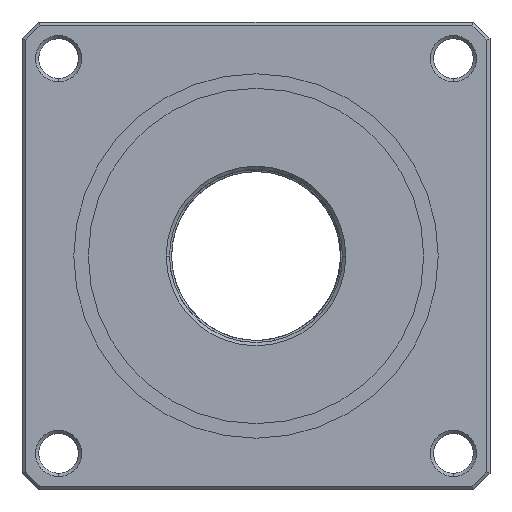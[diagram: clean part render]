
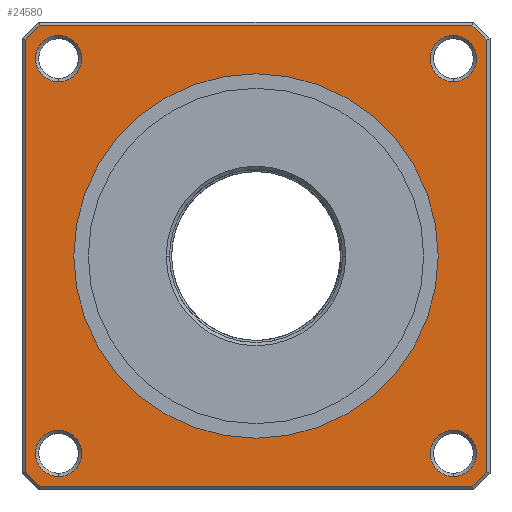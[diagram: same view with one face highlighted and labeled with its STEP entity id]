
A CAD part, front view. The second image highlights one B-rep face of the part: STEP entity #24580.
In plain terms, the highlighted planar face has unit normal (0, -1, 0).
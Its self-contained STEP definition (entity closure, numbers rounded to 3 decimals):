
#3128=CARTESIAN_POINT('',(5.829,-71.471,31.517));
#3129=DIRECTION('',(0.,1.,0.));
#3130=DIRECTION('',(0.,0.,1.));
#3131=AXIS2_PLACEMENT_3D('',#3128,#3129,#3130);
#3133=CARTESIAN_POINT('',(5.829,-71.471,31.517));
#3134=DIRECTION('',(0.,1.,0.));
#3135=DIRECTION('',(0.,0.,-1.));
#3136=AXIS2_PLACEMENT_3D('',#3133,#3134,#3135);
#3138=DIRECTION('',(-1.,0.,0.));
#3139=VECTOR('',#3138,65.626);
#3140=CARTESIAN_POINT('',(38.642,-71.471,66.577));
#3141=LINE('',#3140,#3139);
#3142=DIRECTION('',(-0.707,0.,0.707));
#3143=VECTOR('',#3142,3.178);
#3144=CARTESIAN_POINT('',(40.889,-71.471,64.33));
#3145=LINE('',#3144,#3143);
#3146=DIRECTION('',(0.,0.,1.));
#3147=VECTOR('',#3146,65.626);
#3148=CARTESIAN_POINT('',(40.889,-71.471,
-1.295));
#3149=LINE('',#3148,#3147);
#3150=DIRECTION('',(0.707,0.,0.707));
#3151=VECTOR('',#3150,3.178);
#3152=CARTESIAN_POINT('',(38.642,-71.471,
-3.543));
#3153=LINE('',#3152,#3151);
#3154=DIRECTION('',(1.,0.,0.));
#3155=VECTOR('',#3154,65.626);
#3156=CARTESIAN_POINT('',(-26.984,-71.471,
-3.543));
#3157=LINE('',#3156,#3155);
#3158=DIRECTION('',(0.707,0.,-0.707));
#3159=VECTOR('',#3158,3.178);
#3160=CARTESIAN_POINT('',(-29.231,-71.471,
-1.295));
#3161=LINE('',#3160,#3159);
#3162=DIRECTION('',(0.,0.,-1.));
#3163=VECTOR('',#3162,65.626);
#3164=CARTESIAN_POINT('',(-29.231,-71.471,
64.33));
#3165=LINE('',#3164,#3163);
#3166=DIRECTION('',(-0.707,0.,-0.707));
#3167=VECTOR('',#3166,3.178);
#3168=CARTESIAN_POINT('',(-26.984,-71.471,
66.577));
#3169=LINE('',#3168,#3167);
#3170=CARTESIAN_POINT('',(35.826,-71.471,1.52));
#3171=DIRECTION('',(0.,1.,0.));
#3172=DIRECTION('',(0.,0.,-1.));
#3173=AXIS2_PLACEMENT_3D('',#3170,#3171,#3172);
#3175=CARTESIAN_POINT('',(35.826,-71.471,1.52));
#3176=DIRECTION('',(0.,1.,0.));
#3177=DIRECTION('',(0.,0.,1.));
#3178=AXIS2_PLACEMENT_3D('',#3175,#3176,#3177);
#3180=CARTESIAN_POINT('',(35.826,-71.471,61.515));
#3181=DIRECTION('',(0.,1.,0.));
#3182=DIRECTION('',(0.,0.,-1.));
#3183=AXIS2_PLACEMENT_3D('',#3180,#3181,#3182);
#3185=CARTESIAN_POINT('',(35.826,-71.471,61.515));
#3186=DIRECTION('',(0.,1.,0.));
#3187=DIRECTION('',(0.,0.,1.));
#3188=AXIS2_PLACEMENT_3D('',#3185,#3186,#3187);
#3190=CARTESIAN_POINT('',(-24.169,-71.471,
1.52));
#3191=DIRECTION('',(0.,1.,0.));
#3192=DIRECTION('',(0.,0.,-1.));
#3193=AXIS2_PLACEMENT_3D('',#3190,#3191,#3192);
#3195=CARTESIAN_POINT('',(-24.169,-71.471,
1.52));
#3196=DIRECTION('',(0.,1.,0.));
#3197=DIRECTION('',(0.,0.,1.));
#3198=AXIS2_PLACEMENT_3D('',#3195,#3196,#3197);
#3200=CARTESIAN_POINT('',(-24.169,-71.471,
61.515));
#3201=DIRECTION('',(0.,1.,0.));
#3202=DIRECTION('',(0.,0.,1.));
#3203=AXIS2_PLACEMENT_3D('',#3200,#3201,#3202);
#3205=CARTESIAN_POINT('',(-24.169,-71.471,
61.515));
#3206=DIRECTION('',(0.,1.,0.));
#3207=DIRECTION('',(0.,0.,-1.));
#3208=AXIS2_PLACEMENT_3D('',#3205,#3206,#3207);
#20272=CARTESIAN_POINT('',(5.829,-71.471,
59.203));
#20273=CARTESIAN_POINT('',(5.829,-71.471,
3.831));
#20274=VERTEX_POINT('',#20272);
#20275=VERTEX_POINT('',#20273);
#21312=CARTESIAN_POINT('',(38.642,-71.471,
66.577));
#21313=CARTESIAN_POINT('',(-26.984,-71.471,
66.577));
#21314=VERTEX_POINT('',#21312);
#21315=VERTEX_POINT('',#21313);
#21316=CARTESIAN_POINT('',(-29.231,-71.471,
64.33));
#21317=VERTEX_POINT('',#21316);
#21320=CARTESIAN_POINT('',(-29.231,-71.471,
-1.295));
#21321=VERTEX_POINT('',#21320);
#21324=CARTESIAN_POINT('',(-26.984,-71.471,
-3.543));
#21325=VERTEX_POINT('',#21324);
#21328=CARTESIAN_POINT('',(38.642,-71.471,
-3.543));
#21329=VERTEX_POINT('',#21328);
#21332=CARTESIAN_POINT('',(40.889,-71.471,
-1.295));
#21333=VERTEX_POINT('',#21332);
#21336=CARTESIAN_POINT('',(40.889,-71.471,
64.33));
#21337=VERTEX_POINT('',#21336);
#21340=CARTESIAN_POINT('',(35.826,-71.471,
-1.99));
#21341=CARTESIAN_POINT('',(35.826,-71.471,
5.03));
#21342=VERTEX_POINT('',#21340);
#21343=VERTEX_POINT('',#21341);
#21348=CARTESIAN_POINT('',(35.826,-71.471,
58.005));
#21349=CARTESIAN_POINT('',(35.826,-71.471,
65.025));
#21350=VERTEX_POINT('',#21348);
#21351=VERTEX_POINT('',#21349);
#21356=CARTESIAN_POINT('',(-24.169,-71.471,
-1.99));
#21357=CARTESIAN_POINT('',(-24.169,-71.471,
5.03));
#21358=VERTEX_POINT('',#21356);
#21359=VERTEX_POINT('',#21357);
#21364=CARTESIAN_POINT('',(-24.169,-71.471,
65.025));
#21365=CARTESIAN_POINT('',(-24.169,-71.471,
58.005));
#21366=VERTEX_POINT('',#21364);
#21367=VERTEX_POINT('',#21365);
#24528=CARTESIAN_POINT('',(5.829,-71.471,
31.517));
#24529=DIRECTION('',(0.,1.,0.));
#24530=DIRECTION('',(0.,0.,1.));
#24531=AXIS2_PLACEMENT_3D('',#24528,#24529,#24530);
#24532=PLANE('',#24531);
#24534=ORIENTED_EDGE('',*,*,#24533,.F.);
#24536=ORIENTED_EDGE('',*,*,#24535,.F.);
#24538=ORIENTED_EDGE('',*,*,#24537,.F.);
#24540=ORIENTED_EDGE('',*,*,#24539,.F.);
#24542=ORIENTED_EDGE('',*,*,#24541,.F.);
#24544=ORIENTED_EDGE('',*,*,#24543,.F.);
#24546=ORIENTED_EDGE('',*,*,#24545,.F.);
#24548=ORIENTED_EDGE('',*,*,#24547,.F.);
#24549=EDGE_LOOP('',(#24534,#24536,#24538,#24540,#24542,#24544,#24546,#24548));
#24550=FACE_OUTER_BOUND('',#24549,.F.);
#24551=ORIENTED_EDGE('',*,*,#24518,.F.);
#24553=ORIENTED_EDGE('',*,*,#24552,.F.);
#24554=EDGE_LOOP('',(#24551,#24553));
#24555=FACE_BOUND('',#24554,.F.);
#24557=ORIENTED_EDGE('',*,*,#24556,.F.);
#24559=ORIENTED_EDGE('',*,*,#24558,.F.);
#24560=EDGE_LOOP('',(#24557,#24559));
#24561=FACE_BOUND('',#24560,.F.);
#24563=ORIENTED_EDGE('',*,*,#24562,.F.);
#24565=ORIENTED_EDGE('',*,*,#24564,.F.);
#24566=EDGE_LOOP('',(#24563,#24565));
#24567=FACE_BOUND('',#24566,.F.);
#24569=ORIENTED_EDGE('',*,*,#24568,.F.);
#24571=ORIENTED_EDGE('',*,*,#24570,.F.);
#24572=EDGE_LOOP('',(#24569,#24571));
#24573=FACE_BOUND('',#24572,.F.);
#24575=ORIENTED_EDGE('',*,*,#24574,.F.);
#24577=ORIENTED_EDGE('',*,*,#24576,.F.);
#24578=EDGE_LOOP('',(#24575,#24577));
#24579=FACE_BOUND('',#24578,.F.);
#24580=ADVANCED_FACE('',(#24550,#24555,#24561,#24567,#24573,#24579),#24532,.F.);
#3132=CIRCLE('',#3131,27.686);
#3137=CIRCLE('',#3136,27.686);
#3174=CIRCLE('',#3173,3.51);
#3179=CIRCLE('',#3178,3.51);
#3184=CIRCLE('',#3183,3.51);
#3189=CIRCLE('',#3188,3.51);
#3194=CIRCLE('',#3193,3.51);
#3199=CIRCLE('',#3198,3.51);
#3204=CIRCLE('',#3203,3.51);
#3209=CIRCLE('',#3208,3.51);
#24518=EDGE_CURVE('',#20274,#20275,#3132,.T.);
#24533=EDGE_CURVE('',#21314,#21315,#3141,.T.);
#24535=EDGE_CURVE('',#21337,#21314,#3145,.T.);
#24537=EDGE_CURVE('',#21333,#21337,#3149,.T.);
#24539=EDGE_CURVE('',#21329,#21333,#3153,.T.);
#24541=EDGE_CURVE('',#21325,#21329,#3157,.T.);
#24543=EDGE_CURVE('',#21321,#21325,#3161,.T.);
#24545=EDGE_CURVE('',#21317,#21321,#3165,.T.);
#24547=EDGE_CURVE('',#21315,#21317,#3169,.T.);
#24552=EDGE_CURVE('',#20275,#20274,#3137,.T.);
#24556=EDGE_CURVE('',#21342,#21343,#3174,.T.);
#24558=EDGE_CURVE('',#21343,#21342,#3179,.T.);
#24562=EDGE_CURVE('',#21350,#21351,#3184,.T.);
#24564=EDGE_CURVE('',#21351,#21350,#3189,.T.);
#24568=EDGE_CURVE('',#21358,#21359,#3194,.T.);
#24570=EDGE_CURVE('',#21359,#21358,#3199,.T.);
#24574=EDGE_CURVE('',#21366,#21367,#3204,.T.);
#24576=EDGE_CURVE('',#21367,#21366,#3209,.T.);
